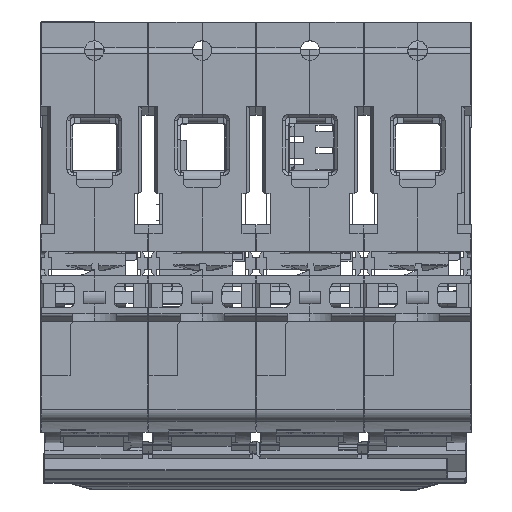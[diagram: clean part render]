
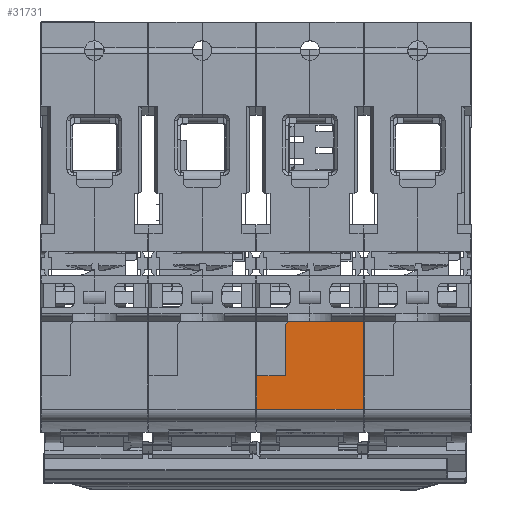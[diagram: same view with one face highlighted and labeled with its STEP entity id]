
A CAD part, left-side view. The second image highlights one B-rep face of the part: STEP entity #31731.
In plain terms, the highlighted planar face has unit normal (-1, 0, 0).
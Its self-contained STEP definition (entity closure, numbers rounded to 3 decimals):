
#661 = CARTESIAN_POINT ( 'NONE',  ( -22.5, -29.95, -33.5 ) ) ;
#750 = DIRECTION ( 'NONE',  ( 0., 0.707, -0.707 ) ) ;
#1900 = DIRECTION ( 'NONE',  ( 0., 1., 0. ) ) ;
#20138 = VECTOR ( 'NONE', #68845, 1000. ) ;
#21819 = VERTEX_POINT ( 'NONE', #186456 ) ;
#22077 = VECTOR ( 'NONE', #167292, 1000. ) ;
#22790 = EDGE_CURVE ( 'NONE', #27177, #21819, #32921, .T. ) ;
#24628 = PLANE ( 'NONE',  #101487 ) ;
#27177 = VERTEX_POINT ( 'NONE', #74110 ) ;
#28848 = LINE ( 'NONE', #68689, #33452 ) ;
#31731 = ADVANCED_FACE ( 'NONE', ( #114636 ), #24628, .T. ) ;
#32921 = LINE ( 'NONE', #100470, #62861 ) ;
#33452 = VECTOR ( 'NONE', #115054, 1000. ) ;
#36533 = VERTEX_POINT ( 'NONE', #149906 ) ;
#39435 = DIRECTION ( 'NONE',  ( -1., 0., 0. ) ) ;
#40506 = CARTESIAN_POINT ( 'NONE',  ( -22.5, -44.431, -39.008 ) ) ;
#54248 = DIRECTION ( 'NONE',  ( 0., 0., 1. ) ) ;
#61882 = VECTOR ( 'NONE', #750, 1000. ) ;
#62159 = VERTEX_POINT ( 'NONE', #146340 ) ;
#62555 = CARTESIAN_POINT ( 'NONE',  ( -22.5, -29.95, -24.6 ) ) ;
#62861 = VECTOR ( 'NONE', #129313, 1000. ) ;
#68689 = CARTESIAN_POINT ( 'NONE',  ( -22.5, -31.4, -24.9 ) ) ;
#68845 = DIRECTION ( 'NONE',  ( 0., 1., 0. ) ) ;
#73149 = EDGE_CURVE ( 'NONE', #27177, #175340, #107425, .T. ) ;
#74110 = CARTESIAN_POINT ( 'NONE',  ( -22.5, -44.15, -24.6 ) ) ;
#74888 = EDGE_CURVE ( 'NONE', #78084, #134643, #150571, .T. ) ;
#75421 = DIRECTION ( 'NONE',  ( 0., 1., 0. ) ) ;
#77564 = ORIENTED_EDGE ( 'NONE', *, *, #73149, .F. ) ;
#78084 = VERTEX_POINT ( 'NONE', #175260 ) ;
#79693 = ORIENTED_EDGE ( 'NONE', *, *, #104022, .T. ) ;
#81032 = ORIENTED_EDGE ( 'NONE', *, *, #114928, .T. ) ;
#92062 = ORIENTED_EDGE ( 'NONE', *, *, #182976, .F. ) ;
#93521 = CARTESIAN_POINT ( 'NONE',  ( -22.5, -31.9, -24.6 ) ) ;
#100470 = CARTESIAN_POINT ( 'NONE',  ( -22.5, -29.95, -24.6 ) ) ;
#101487 = AXIS2_PLACEMENT_3D ( 'NONE', #127570, #39435, #54248 ) ;
#104022 = EDGE_CURVE ( 'NONE', #138761, #78084, #28848, .T. ) ;
#107425 = LINE ( 'NONE', #168543, #22077 ) ;
#113895 = CARTESIAN_POINT ( 'NONE',  ( -22.5, -44.15, -39.008 ) ) ;
#114636 = FACE_OUTER_BOUND ( 'NONE', #133699, .T. ) ;
#114928 = EDGE_CURVE ( 'NONE', #134643, #36533, #168179, .T. ) ;
#115054 = DIRECTION ( 'NONE',  ( 0., 0., -1. ) ) ;
#117111 = LINE ( 'NONE', #40506, #20138 ) ;
#124358 = DIRECTION ( 'NONE',  ( 0., 0., -1. ) ) ;
#127570 = CARTESIAN_POINT ( 'NONE',  ( -22.5, -29.95, -24.9 ) ) ;
#129313 = DIRECTION ( 'NONE',  ( 0., 1., 0. ) ) ;
#133450 = VECTOR ( 'NONE', #75421, 1000. ) ;
#133699 = EDGE_LOOP ( 'NONE', ( #77564, #166504, #182761, #162882, #79693, #187463, #81032, #92062 ) ) ;
#134643 = VERTEX_POINT ( 'NONE', #182026 ) ;
#138761 = VERTEX_POINT ( 'NONE', #170878 ) ;
#145969 = VECTOR ( 'NONE', #1900, 1000. ) ;
#146340 = CARTESIAN_POINT ( 'NONE',  ( -22.5, -31.9, -24.6 ) ) ;
#149906 = CARTESIAN_POINT ( 'NONE',  ( -22.5, -26.65, -39.008 ) ) ;
#150571 = LINE ( 'NONE', #661, #145969 ) ;
#151744 = LINE ( 'NONE', #93521, #61882 ) ;
#152122 = VECTOR ( 'NONE', #124358, 1000. ) ;
#152691 = CARTESIAN_POINT ( 'NONE',  ( -22.5, -26.65, -24.9 ) ) ;
#162882 = ORIENTED_EDGE ( 'NONE', *, *, #180545, .T. ) ;
#165743 = LINE ( 'NONE', #62555, #133450 ) ;
#166481 = EDGE_CURVE ( 'NONE', #21819, #62159, #165743, .T. ) ;
#166504 = ORIENTED_EDGE ( 'NONE', *, *, #22790, .T. ) ;
#167292 = DIRECTION ( 'NONE',  ( 0., 0., -1. ) ) ;
#168179 = LINE ( 'NONE', #152691, #152122 ) ;
#168543 = CARTESIAN_POINT ( 'NONE',  ( -22.5, -44.15, -41.34 ) ) ;
#170878 = CARTESIAN_POINT ( 'NONE',  ( -22.5, -31.4, -25.1 ) ) ;
#175260 = CARTESIAN_POINT ( 'NONE',  ( -22.5, -31.4, -33.5 ) ) ;
#175340 = VERTEX_POINT ( 'NONE', #113895 ) ;
#180545 = EDGE_CURVE ( 'NONE', #62159, #138761, #151744, .T. ) ;
#182026 = CARTESIAN_POINT ( 'NONE',  ( -22.5, -26.65, -33.5 ) ) ;
#182761 = ORIENTED_EDGE ( 'NONE', *, *, #166481, .T. ) ;
#182976 = EDGE_CURVE ( 'NONE', #175340, #36533, #117111, .T. ) ;
#186456 = CARTESIAN_POINT ( 'NONE',  ( -22.5, -35.4, -24.6 ) ) ;
#187463 = ORIENTED_EDGE ( 'NONE', *, *, #74888, .T. ) ;
